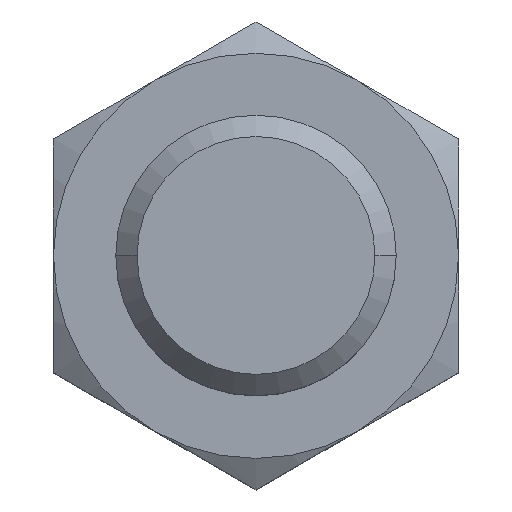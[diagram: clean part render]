
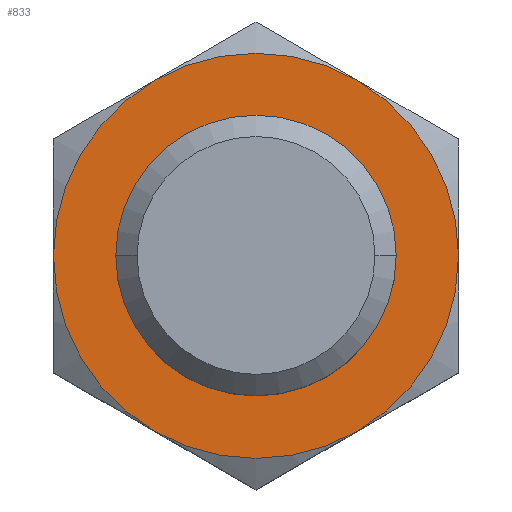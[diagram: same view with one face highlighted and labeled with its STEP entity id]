
A CAD part, top view. The second image highlights one B-rep face of the part: STEP entity #833.
In plain terms, the highlighted planar face has unit normal (0, 0, 1).
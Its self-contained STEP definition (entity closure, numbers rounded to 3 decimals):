
#25 = CARTESIAN_POINT ( 'NONE',  ( -5.722, 0., 20. ) ) ;
#37 = CARTESIAN_POINT ( 'NONE',  ( 0., 0., 20. ) ) ;
#59 = EDGE_CURVE ( 'NONE', #946, #906, #1046, .T. ) ;
#72 = DIRECTION ( 'NONE',  ( 0., 0., -1. ) ) ;
#73 = AXIS2_PLACEMENT_3D ( 'NONE', #1037, #74, #175 ) ;
#74 = DIRECTION ( 'NONE',  ( 0., 0., -1. ) ) ;
#83 = DIRECTION ( 'NONE',  ( 1., 0., 0. ) ) ;
#99 = ORIENTED_EDGE ( 'NONE', *, *, #931, .T. ) ;
#172 = DIRECTION ( 'NONE',  ( 0., 0., 1. ) ) ;
#175 = DIRECTION ( 'NONE',  ( -1., 0., 0. ) ) ;
#182 = CIRCLE ( 'NONE', #765, 9.5 ) ;
#195 = AXIS2_PLACEMENT_3D ( 'NONE', #553, #394, #216 ) ;
#198 = DIRECTION ( 'NONE',  ( 0., 0., -1. ) ) ;
#199 = CARTESIAN_POINT ( 'NONE',  ( 4.75, -8.227, 20. ) ) ;
#200 = DIRECTION ( 'NONE',  ( 0., 0., -1. ) ) ;
#203 = AXIS2_PLACEMENT_3D ( 'NONE', #1039, #198, #540 ) ;
#210 = VERTEX_POINT ( 'NONE', #228 ) ;
#216 = DIRECTION ( 'NONE',  ( -1., 0., 0. ) ) ;
#228 = CARTESIAN_POINT ( 'NONE',  ( 5.722, 0., 20. ) ) ;
#254 = DIRECTION ( 'NONE',  ( 0., 0., -1. ) ) ;
#259 = FACE_OUTER_BOUND ( 'NONE', #515, .T. ) ;
#271 = EDGE_LOOP ( 'NONE', ( #1106, #609 ) ) ;
#295 = ORIENTED_EDGE ( 'NONE', *, *, #589, .F. ) ;
#326 = DIRECTION ( 'NONE',  ( 0., 0., -1. ) ) ;
#331 = PLANE ( 'NONE',  #505 ) ;
#340 = EDGE_CURVE ( 'NONE', #437, #210, #838, .T. ) ;
#345 = CARTESIAN_POINT ( 'NONE',  ( 0., 0., 20. ) ) ;
#352 = CIRCLE ( 'NONE', #862, 9.5 ) ;
#370 = VERTEX_POINT ( 'NONE', #1018 ) ;
#394 = DIRECTION ( 'NONE',  ( 0., 0., 1. ) ) ;
#427 = VERTEX_POINT ( 'NONE', #476 ) ;
#431 = ORIENTED_EDGE ( 'NONE', *, *, #651, .F. ) ;
#434 = CARTESIAN_POINT ( 'NONE',  ( 0., 0., 20. ) ) ;
#437 = VERTEX_POINT ( 'NONE', #25 ) ;
#457 = EDGE_CURVE ( 'NONE', #583, #717, #748, .T. ) ;
#476 = CARTESIAN_POINT ( 'NONE',  ( -4.75, -8.227, 20. ) ) ;
#480 = ORIENTED_EDGE ( 'NONE', *, *, #879, .T. ) ;
#498 = CARTESIAN_POINT ( 'NONE',  ( -4.75, 8.227, 20. ) ) ;
#505 = AXIS2_PLACEMENT_3D ( 'NONE', #666, #326, #915 ) ;
#515 = EDGE_LOOP ( 'NONE', ( #431, #789, #295, #995, #480, #99 ) ) ;
#527 = AXIS2_PLACEMENT_3D ( 'NONE', #764, #1103, #682 ) ;
#540 = DIRECTION ( 'NONE',  ( -1., 0., 0. ) ) ;
#553 = CARTESIAN_POINT ( 'NONE',  ( 0., 0., 20. ) ) ;
#583 = VERTEX_POINT ( 'NONE', #694 ) ;
#589 = EDGE_CURVE ( 'NONE', #946, #583, #843, .T. ) ;
#600 = DIRECTION ( 'NONE',  ( -1., 0., 0. ) ) ;
#608 = DIRECTION ( 'NONE',  ( -1., 0., 0. ) ) ;
#609 = ORIENTED_EDGE ( 'NONE', *, *, #1066, .T. ) ;
#615 = CIRCLE ( 'NONE', #203, 5.722 ) ;
#636 = AXIS2_PLACEMENT_3D ( 'NONE', #434, #72, #83 ) ;
#651 = EDGE_CURVE ( 'NONE', #717, #427, #352, .T. ) ;
#661 = CARTESIAN_POINT ( 'NONE',  ( 4.75, 8.227, 20. ) ) ;
#666 = CARTESIAN_POINT ( 'NONE',  ( 0., -5.722, 20. ) ) ;
#671 = CARTESIAN_POINT ( 'NONE',  ( 0., 0., 20. ) ) ;
#682 = DIRECTION ( 'NONE',  ( -1., 0., 0. ) ) ;
#694 = CARTESIAN_POINT ( 'NONE',  ( 9.5, 0., 20. ) ) ;
#704 = AXIS2_PLACEMENT_3D ( 'NONE', #37, #200, #1049 ) ;
#717 = VERTEX_POINT ( 'NONE', #199 ) ;
#748 = CIRCLE ( 'NONE', #704, 9.5 ) ;
#764 = CARTESIAN_POINT ( 'NONE',  ( 0., 0., 20. ) ) ;
#765 = AXIS2_PLACEMENT_3D ( 'NONE', #345, #172, #600 ) ;
#789 = ORIENTED_EDGE ( 'NONE', *, *, #457, .F. ) ;
#833 = ADVANCED_FACE ( 'NONE', ( #259, #939 ), #331, .F. ) ;
#838 = CIRCLE ( 'NONE', #73, 5.722 ) ;
#843 = CIRCLE ( 'NONE', #636, 9.5 ) ;
#862 = AXIS2_PLACEMENT_3D ( 'NONE', #671, #254, #608 ) ;
#879 = EDGE_CURVE ( 'NONE', #906, #370, #182, .T. ) ;
#906 = VERTEX_POINT ( 'NONE', #498 ) ;
#915 = DIRECTION ( 'NONE',  ( -1., 0., 0. ) ) ;
#931 = EDGE_CURVE ( 'NONE', #370, #427, #1034, .T. ) ;
#939 = FACE_BOUND ( 'NONE', #271, .T. ) ;
#946 = VERTEX_POINT ( 'NONE', #661 ) ;
#995 = ORIENTED_EDGE ( 'NONE', *, *, #59, .T. ) ;
#1018 = CARTESIAN_POINT ( 'NONE',  ( -9.5, 0., 20. ) ) ;
#1034 = CIRCLE ( 'NONE', #527, 9.5 ) ;
#1037 = CARTESIAN_POINT ( 'NONE',  ( 0., 0., 20. ) ) ;
#1039 = CARTESIAN_POINT ( 'NONE',  ( 0., 0., 20. ) ) ;
#1046 = CIRCLE ( 'NONE', #195, 9.5 ) ;
#1049 = DIRECTION ( 'NONE',  ( 1., 0., 0. ) ) ;
#1066 = EDGE_CURVE ( 'NONE', #210, #437, #615, .T. ) ;
#1103 = DIRECTION ( 'NONE',  ( 0., 0., 1. ) ) ;
#1106 = ORIENTED_EDGE ( 'NONE', *, *, #340, .T. ) ;
